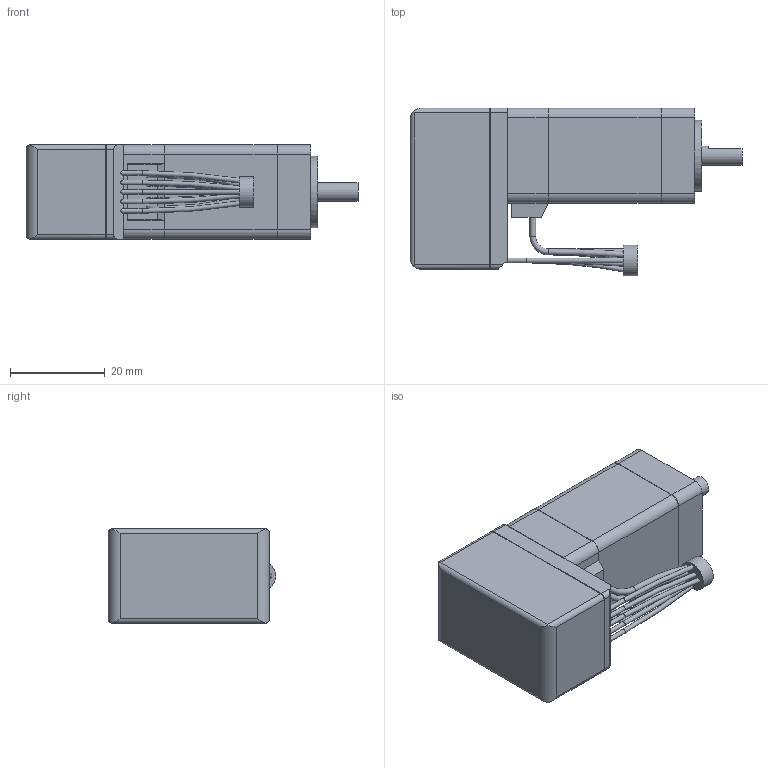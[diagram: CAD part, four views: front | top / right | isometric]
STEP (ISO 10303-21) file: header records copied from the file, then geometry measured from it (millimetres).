
FILE_DESCRIPTION( ( 'STEP AP214' ), '1' );
FILE_NAME( 'AZM15AK.stp', '2019-10-09T06:23:01', ( '' ), ( '' ), ' ', 'PARTsolutions', ' ' );
FILE_SCHEMA( ( 'AUTOMOTIVE_DESIGN { 1 0 10303 214 1 1 1 1 }' ) );
Length unit declared in the file: millimetre
Products named in the file (1): _AZM15AK
Bounding box: 70 x 35.35 x 20 mm (x, y, z)
Volume: 30378.9 mm3; surface area: 7717.8 mm2
Topology: 1 solids, 1 shells, 136 faces, 366 edges, 239 vertices
Faces by surface type: plane 59, cylinder 56, torus 13, cone 8
Full cylindrical faces by diameter (mm): 0.97 x5, 1.23 x4, 1.567 x4, 4 x1, 6.5 x1, 15 x1
Entity records: 5274 total; most frequent: CARTESIAN_POINT 908, DIRECTION 686, ORIENTED_EDGE 622, EDGE_CURVE 311, AXIS2_PLACEMENT_3D 255, VERTEX_POINT 225, EDGE_LOOP 196, LINE 176
